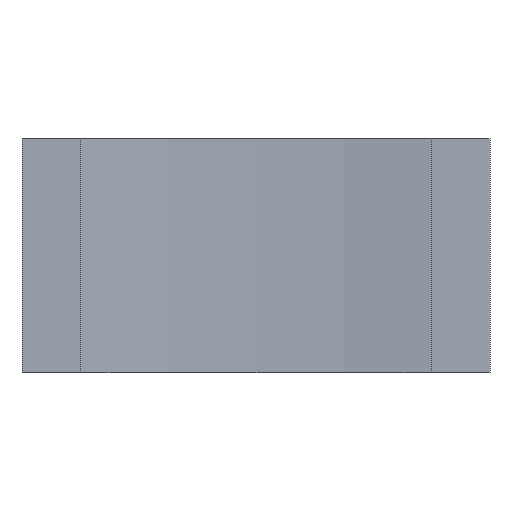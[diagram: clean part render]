
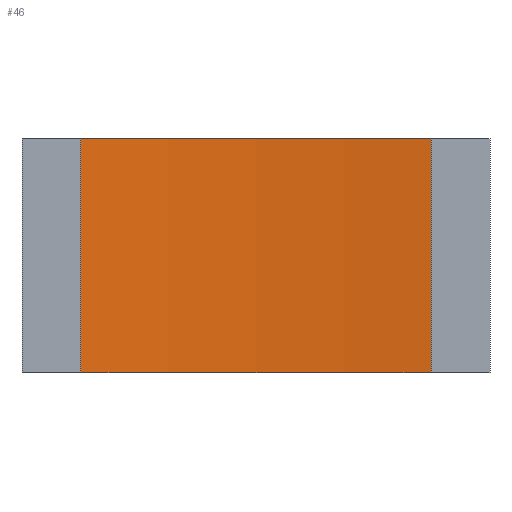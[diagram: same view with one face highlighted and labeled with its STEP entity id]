
A CAD part, front view. The second image highlights one B-rep face of the part: STEP entity #46.
In plain terms, the highlighted cylindrical face has radius 114.5 mm (diameter 229 mm), a partial arc.
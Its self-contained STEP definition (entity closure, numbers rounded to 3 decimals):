
#3 = DIRECTION ( 'NONE',  ( 0., 0., -1. ) ) ;
#16 = ORIENTED_EDGE ( 'NONE', *, *, #190, .F. ) ;
#22 = ORIENTED_EDGE ( 'NONE', *, *, #159, .T. ) ;
#31 = CARTESIAN_POINT ( 'NONE',  ( 20., -114.018, 0. ) ) ;
#40 = VECTOR ( 'NONE', #141, 1000. ) ;
#46 = ADVANCED_FACE ( 'NONE', ( #181 ), #286, .F. ) ;
#51 = CARTESIAN_POINT ( 'NONE',  ( 20., -114.018, 20. ) ) ;
#69 = DIRECTION ( 'NONE',  ( 0., 0., -1. ) ) ;
#94 = VERTEX_POINT ( 'NONE', #139 ) ;
#98 = AXIS2_PLACEMENT_3D ( 'NONE', #31, #3, #252 ) ;
#114 = AXIS2_PLACEMENT_3D ( 'NONE', #51, #154, #264 ) ;
#117 = CARTESIAN_POINT ( 'NONE',  ( 34.967, -0.5, 0. ) ) ;
#137 = EDGE_CURVE ( 'NONE', #236, #230, #217, .T. ) ;
#139 = CARTESIAN_POINT ( 'NONE',  ( 34.967, -0.5, 20. ) ) ;
#141 = DIRECTION ( 'NONE',  ( 0., 0., -1. ) ) ;
#146 = CARTESIAN_POINT ( 'NONE',  ( 34.967, -0.5, 20. ) ) ;
#154 = DIRECTION ( 'NONE',  ( 0., 0., -1. ) ) ;
#159 = EDGE_CURVE ( 'NONE', #230, #186, #219, .T. ) ;
#166 = CIRCLE ( 'NONE', #266, 114.5 ) ;
#170 = ORIENTED_EDGE ( 'NONE', *, *, #196, .F. ) ;
#181 = FACE_OUTER_BOUND ( 'NONE', #214, .T. ) ;
#186 = VERTEX_POINT ( 'NONE', #117 ) ;
#190 = EDGE_CURVE ( 'NONE', #94, #186, #206, .T. ) ;
#196 = EDGE_CURVE ( 'NONE', #236, #94, #166, .T. ) ;
#206 = LINE ( 'NONE', #146, #314 ) ;
#214 = EDGE_LOOP ( 'NONE', ( #22, #16, #170, #282 ) ) ;
#217 = LINE ( 'NONE', #277, #40 ) ;
#219 = CIRCLE ( 'NONE', #98, 114.5 ) ;
#225 = CARTESIAN_POINT ( 'NONE',  ( 5.033, -0.5, 20. ) ) ;
#228 = CARTESIAN_POINT ( 'NONE',  ( 20., -114.018, 20. ) ) ;
#230 = VERTEX_POINT ( 'NONE', #231 ) ;
#231 = CARTESIAN_POINT ( 'NONE',  ( 5.033, -0.5, 0. ) ) ;
#236 = VERTEX_POINT ( 'NONE', #225 ) ;
#252 = DIRECTION ( 'NONE',  ( 1., 0., 0. ) ) ;
#257 = DIRECTION ( 'NONE',  ( 1., 0., 0. ) ) ;
#264 = DIRECTION ( 'NONE',  ( -1., 0., 0. ) ) ;
#266 = AXIS2_PLACEMENT_3D ( 'NONE', #228, #69, #257 ) ;
#277 = CARTESIAN_POINT ( 'NONE',  ( 5.033, -0.5, 20. ) ) ;
#282 = ORIENTED_EDGE ( 'NONE', *, *, #137, .T. ) ;
#286 = CYLINDRICAL_SURFACE ( 'NONE', #114, 114.5 ) ;
#303 = DIRECTION ( 'NONE',  ( 0., 0., -1. ) ) ;
#314 = VECTOR ( 'NONE', #303, 1000. ) ;
